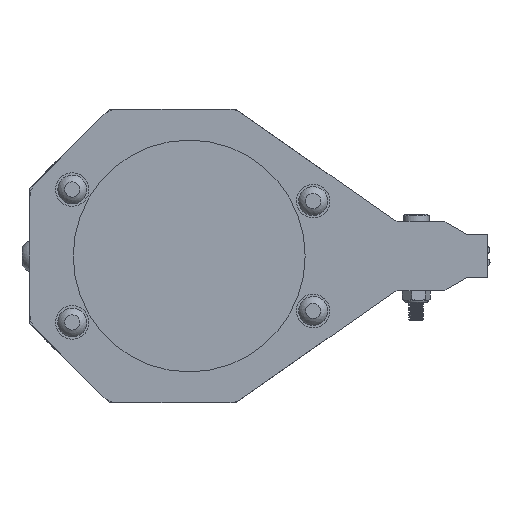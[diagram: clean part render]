
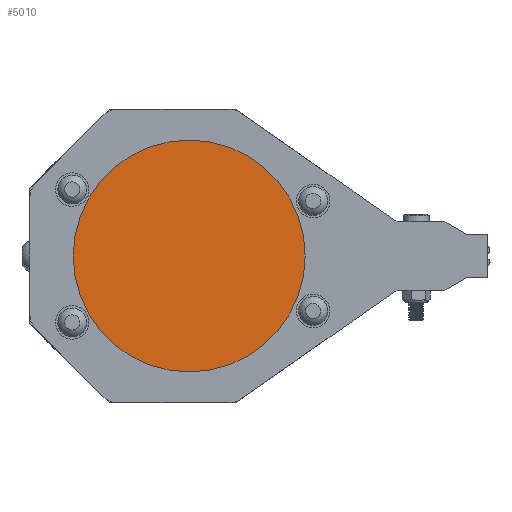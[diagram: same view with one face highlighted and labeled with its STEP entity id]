
A CAD part, left-side view. The second image highlights one B-rep face of the part: STEP entity #5010.
In plain terms, the highlighted planar face has unit normal (-1, 0, 0).
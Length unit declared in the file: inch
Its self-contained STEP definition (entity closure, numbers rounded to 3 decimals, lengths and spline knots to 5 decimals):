
#1189=PLANE('',#5531);
#1445=CIRCLE('',#5530,1.5);
#1825=FACE_OUTER_BOUND('',#2243,.T.);
#2243=EDGE_LOOP('',(#4391));
#2765=VERTEX_POINT('',#14335);
#3358=EDGE_CURVE('',#2765,#2765,#1445,.T.);
#4391=ORIENTED_EDGE('',*,*,#3358,.T.);
#5010=ADVANCED_FACE('',(#1825),#1189,.T.);
#5530=AXIS2_PLACEMENT_3D('',#14336,#6743,#6744);
#5531=AXIS2_PLACEMENT_3D('',#14337,#6745,#6746);
#6743=DIRECTION('center_axis',(-1.,0.,0.));
#6744=DIRECTION('ref_axis',(0.,0.,
-1.));
#6745=DIRECTION('center_axis',(-1.,0.,0.));
#6746=DIRECTION('ref_axis',(0.,0.,1.));
#14335=CARTESIAN_POINT('',(28.45061,0.,1.5));
#14336=CARTESIAN_POINT('Origin',(28.45061,0.,
0.));
#14337=CARTESIAN_POINT('Origin',(28.45061,0.,
0.));
